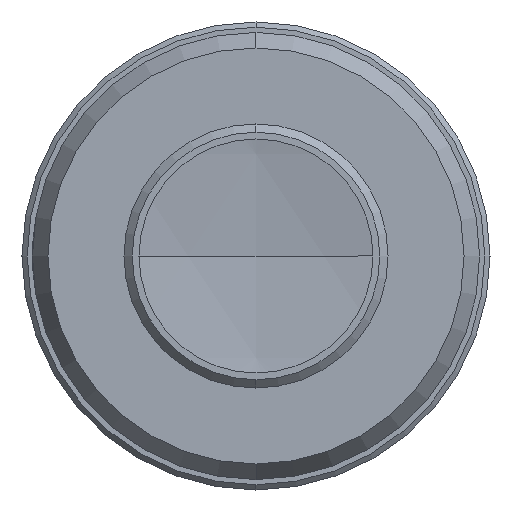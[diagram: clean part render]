
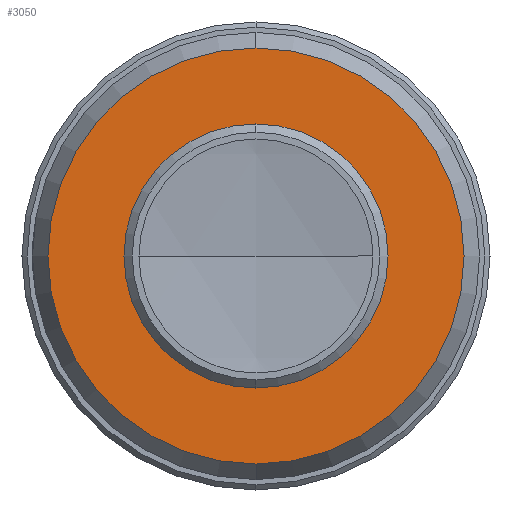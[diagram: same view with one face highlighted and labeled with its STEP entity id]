
A CAD part, left-side view. The second image highlights one B-rep face of the part: STEP entity #3050.
In plain terms, the highlighted planar face has unit normal (-1, 0, 0).
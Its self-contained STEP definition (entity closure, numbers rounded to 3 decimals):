
#45 = CARTESIAN_POINT ( 'NONE',  ( -87.48, 0., 0. ) ) ;
#83 = CARTESIAN_POINT ( 'NONE',  ( -87.48, 0., -12. ) ) ;
#136 = CIRCLE ( 'NONE', #2555, 20. ) ;
#270 = ORIENTED_EDGE ( 'NONE', *, *, #2938, .F. ) ;
#408 = DIRECTION ( 'NONE',  ( 0., 0., -1. ) ) ;
#517 = EDGE_CURVE ( 'NONE', #1764, #4116, #3491, .T. ) ;
#529 = PLANE ( 'NONE',  #3641 ) ;
#549 = DIRECTION ( 'NONE',  ( -1., 0., 0. ) ) ;
#599 = CARTESIAN_POINT ( 'NONE',  ( -87.48, 0., 0. ) ) ;
#674 = DIRECTION ( 'NONE',  ( 1., 0., 0. ) ) ;
#696 = CARTESIAN_POINT ( 'NONE',  ( -87.48, 0., -20. ) ) ;
#749 = AXIS2_PLACEMENT_3D ( 'NONE', #45, #2618, #408 ) ;
#857 = CARTESIAN_POINT ( 'NONE',  ( -87.48, 0., 0. ) ) ;
#938 = VERTEX_POINT ( 'NONE', #696 ) ;
#974 = DIRECTION ( 'NONE',  ( 0., 0., -1. ) ) ;
#1233 = DIRECTION ( 'NONE',  ( 0., 0., -1. ) ) ;
#1483 = CIRCLE ( 'NONE', #1642, 12. ) ;
#1636 = FACE_BOUND ( 'NONE', #2439, .T. ) ;
#1642 = AXIS2_PLACEMENT_3D ( 'NONE', #599, #3200, #974 ) ;
#1764 = VERTEX_POINT ( 'NONE', #4215 ) ;
#1774 = AXIS2_PLACEMENT_3D ( 'NONE', #857, #3444, #1233 ) ;
#1847 = EDGE_CURVE ( 'NONE', #4116, #1764, #1483, .T. ) ;
#2158 = VERTEX_POINT ( 'NONE', #3718 ) ;
#2399 = CIRCLE ( 'NONE', #749, 20. ) ;
#2439 = EDGE_LOOP ( 'NONE', ( #3710, #2782 ) ) ;
#2513 = EDGE_LOOP ( 'NONE', ( #3863, #270 ) ) ;
#2555 = AXIS2_PLACEMENT_3D ( 'NONE', #2908, #674, #3276 ) ;
#2618 = DIRECTION ( 'NONE',  ( 1., 0., 0. ) ) ;
#2760 = CARTESIAN_POINT ( 'NONE',  ( -87.48, 12., 0. ) ) ;
#2782 = ORIENTED_EDGE ( 'NONE', *, *, #517, .T. ) ;
#2908 = CARTESIAN_POINT ( 'NONE',  ( -87.48, 0., 0. ) ) ;
#2938 = EDGE_CURVE ( 'NONE', #2158, #938, #2399, .T. ) ;
#3050 = ADVANCED_FACE ( 'NONE', ( #1636, #3602 ), #529, .T. ) ;
#3143 = DIRECTION ( 'NONE',  ( 0., 0., 1. ) ) ;
#3200 = DIRECTION ( 'NONE',  ( 1., 0., 0. ) ) ;
#3276 = DIRECTION ( 'NONE',  ( 0., 0., -1. ) ) ;
#3295 = EDGE_CURVE ( 'NONE', #938, #2158, #136, .T. ) ;
#3444 = DIRECTION ( 'NONE',  ( 1., 0., 0. ) ) ;
#3491 = CIRCLE ( 'NONE', #1774, 12. ) ;
#3602 = FACE_OUTER_BOUND ( 'NONE', #2513, .T. ) ;
#3641 = AXIS2_PLACEMENT_3D ( 'NONE', #2760, #549, #3143 ) ;
#3710 = ORIENTED_EDGE ( 'NONE', *, *, #1847, .T. ) ;
#3718 = CARTESIAN_POINT ( 'NONE',  ( -87.48, 0., 20. ) ) ;
#3863 = ORIENTED_EDGE ( 'NONE', *, *, #3295, .F. ) ;
#4116 = VERTEX_POINT ( 'NONE', #83 ) ;
#4215 = CARTESIAN_POINT ( 'NONE',  ( -87.48, 0., 12. ) ) ;
